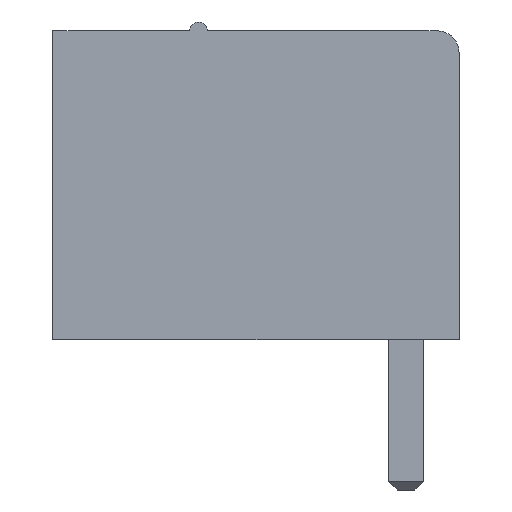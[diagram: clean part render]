
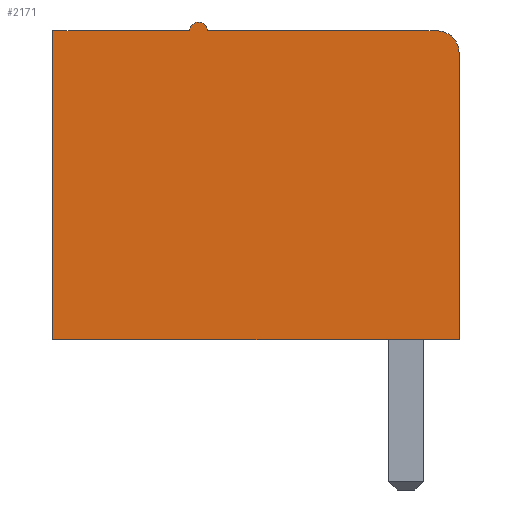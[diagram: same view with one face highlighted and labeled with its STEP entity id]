
A CAD part, left-side view. The second image highlights one B-rep face of the part: STEP entity #2171.
In plain terms, the highlighted planar face has unit normal (-1, 0, 0).
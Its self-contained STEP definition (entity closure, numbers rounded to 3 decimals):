
#61=CIRCLE('',#2378,0.5);
#62=CIRCLE('',#2379,0.2);
#126=FACE_OUTER_BOUND('',#243,.T.);
#243=EDGE_LOOP('',(#1693,#1694,#1695,#1696,#1697,#1698,#1699));
#446=LINE('',#3335,#735);
#453=LINE('',#3351,#742);
#454=LINE('',#3355,#743);
#455=LINE('',#3357,#744);
#456=LINE('',#3358,#745);
#735=VECTOR('',#2726,10.);
#742=VECTOR('',#2737,10.);
#743=VECTOR('',#2740,10.);
#744=VECTOR('',#2741,10.);
#745=VECTOR('',#2742,10.);
#982=VERTEX_POINT('',#3332);
#983=VERTEX_POINT('',#3334);
#989=VERTEX_POINT('',#3348);
#990=VERTEX_POINT('',#3350);
#991=VERTEX_POINT('',#3352);
#992=VERTEX_POINT('',#3354);
#993=VERTEX_POINT('',#3356);
#1233=EDGE_CURVE('',#982,#983,#446,.T.);
#1240=EDGE_CURVE('',#989,#982,#61,.T.);
#1241=EDGE_CURVE('',#990,#989,#453,.T.);
#1242=EDGE_CURVE('',#991,#990,#62,.T.);
#1243=EDGE_CURVE('',#992,#991,#454,.T.);
#1244=EDGE_CURVE('',#993,#992,#455,.T.);
#1245=EDGE_CURVE('',#983,#993,#456,.T.);
#1693=ORIENTED_EDGE('',*,*,#1240,.F.);
#1694=ORIENTED_EDGE('',*,*,#1241,.F.);
#1695=ORIENTED_EDGE('',*,*,#1242,.F.);
#1696=ORIENTED_EDGE('',*,*,#1243,.F.);
#1697=ORIENTED_EDGE('',*,*,#1244,.F.);
#1698=ORIENTED_EDGE('',*,*,#1245,.F.);
#1699=ORIENTED_EDGE('',*,*,#1233,.F.);
#2061=PLANE('',#2377);
#2171=ADVANCED_FACE('',(#126),#2061,.F.);
#2377=AXIS2_PLACEMENT_3D('',#3347,#2733,#2734);
#2378=AXIS2_PLACEMENT_3D('',#3349,#2735,#2736);
#2379=AXIS2_PLACEMENT_3D('',#3353,#2738,#2739);
#2726=DIRECTION('',(0.,0.,-1.));
#2733=DIRECTION('center_axis',(1.,0.,0.));
#2734=DIRECTION('ref_axis',(0.,0.,-1.));
#2735=DIRECTION('center_axis',(1.,0.,0.));
#2736=DIRECTION('ref_axis',(0.,0.,1.));
#2737=DIRECTION('',(0.,-1.,0.));
#2738=DIRECTION('center_axis',(1.,0.,0.));
#2739=DIRECTION('ref_axis',(0.,1.,0.));
#2740=DIRECTION('',(0.,-1.,0.));
#2741=DIRECTION('',(0.,0.,1.));
#2742=DIRECTION('',(0.,1.,0.));
#3332=CARTESIAN_POINT('',(-2.54,-1.2,6.5));
#3334=CARTESIAN_POINT('',(-2.54,-1.2,0.));
#3335=CARTESIAN_POINT('',(-2.54,-1.2,6.5));
#3347=CARTESIAN_POINT('Origin',(-2.54,3.461,3.465));
#3348=CARTESIAN_POINT('',(-2.54,-0.7,7.));
#3349=CARTESIAN_POINT('Origin',(-2.54,-0.7,6.5));
#3350=CARTESIAN_POINT('',(-2.54,4.5,7.));
#3351=CARTESIAN_POINT('',(-2.54,4.5,7.));
#3352=CARTESIAN_POINT('',(-2.54,4.9,7.));
#3353=CARTESIAN_POINT('Origin',(-2.54,4.7,7.));
#3354=CARTESIAN_POINT('',(-2.54,8.,7.));
#3355=CARTESIAN_POINT('',(-2.54,8.,7.));
#3356=CARTESIAN_POINT('',(-2.54,8.,0.));
#3357=CARTESIAN_POINT('',(-2.54,8.,0.));
#3358=CARTESIAN_POINT('',(-2.54,-1.2,0.));
